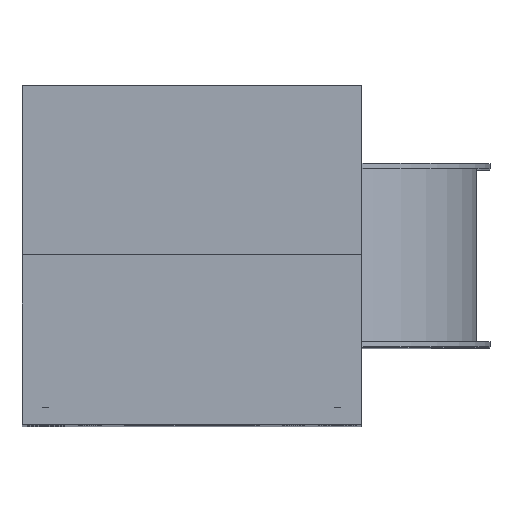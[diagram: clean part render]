
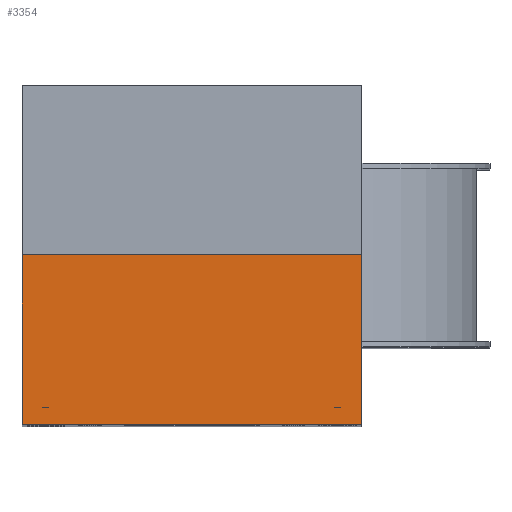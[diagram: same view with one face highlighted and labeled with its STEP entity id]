
A CAD part, top view. The second image highlights one B-rep face of the part: STEP entity #3354.
In plain terms, the highlighted planar face has unit normal (0, 0, 1).
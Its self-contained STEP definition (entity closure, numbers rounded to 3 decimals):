
#3315=CARTESIAN_POINT('',(0.,0.,200.0));
#3316=DIRECTION('',(0.0,0.0,1.0));
#3317=DIRECTION('',(1.0,0.0,0.0));
#3318=AXIS2_PLACEMENT_3D('',#3315,#3316,#3317);
#3319=PLANE('',#3318);
#3320=CARTESIAN_POINT('',(50.,0.0,200.0));
#3321=VERTEX_POINT('',#3320);
#3322=CARTESIAN_POINT('',(-50.,0.0,200.0));
#3323=VERTEX_POINT('',#3322);
#3324=CARTESIAN_POINT('',(50.,0.0,200.0));
#3325=DIRECTION('',(-1.0,0.0,0.0));
#3326=VECTOR('',#3325,100.);
#3327=LINE('',#3324,#3326);
#3328=EDGE_CURVE('',#3321,#3323,#3327,.T.);
#3329=ORIENTED_EDGE('',*,*,#3328,.T.);
#3330=CARTESIAN_POINT('',(-50.,-50.,200.0));
#3331=VERTEX_POINT('',#3330);
#3332=CARTESIAN_POINT('',(-50.,-50.,200.0));
#3333=DIRECTION('',(0.0,1.0,0.0));
#3334=VECTOR('',#3333,50.);
#3335=LINE('',#3332,#3334);
#3336=EDGE_CURVE('',#3331,#3323,#3335,.T.);
#3337=ORIENTED_EDGE('',*,*,#3336,.F.);
#3338=CARTESIAN_POINT('',(50.,-50.,200.0));
#3339=VERTEX_POINT('',#3338);
#3340=CARTESIAN_POINT('',(50.,-50.,200.0));
#3341=DIRECTION('',(-1.0,0.0,0.0));
#3342=VECTOR('',#3341,100.);
#3343=LINE('',#3340,#3342);
#3344=EDGE_CURVE('',#3339,#3331,#3343,.T.);
#3345=ORIENTED_EDGE('',*,*,#3344,.F.);
#3346=CARTESIAN_POINT('',(50.,0.0,200.0));
#3347=DIRECTION('',(0.0,-1.0,0.0));
#3348=VECTOR('',#3347,50.);
#3349=LINE('',#3346,#3348);
#3350=EDGE_CURVE('',#3321,#3339,#3349,.T.);
#3351=ORIENTED_EDGE('',*,*,#3350,.F.);
#3352=EDGE_LOOP('',(#3329,#3337,#3345,#3351));
#3353=FACE_OUTER_BOUND('',#3352,.T.);
#3354=ADVANCED_FACE('',(#3353),#3319,.T.);
